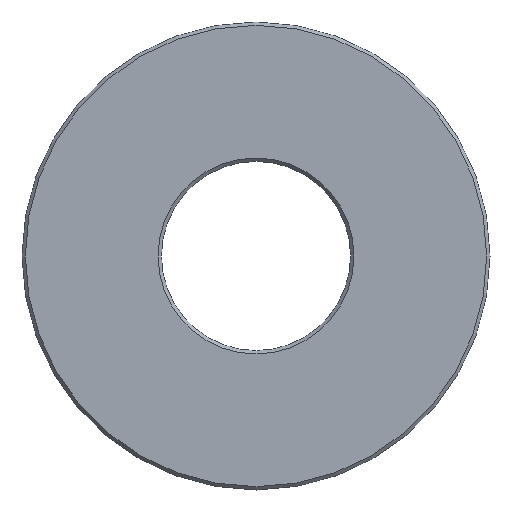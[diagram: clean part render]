
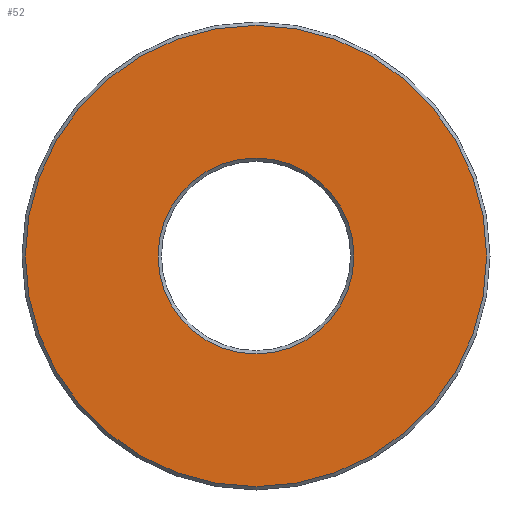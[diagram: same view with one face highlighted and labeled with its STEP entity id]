
A CAD part, front view. The second image highlights one B-rep face of the part: STEP entity #52.
In plain terms, the highlighted planar face has unit normal (0, -1, 0).
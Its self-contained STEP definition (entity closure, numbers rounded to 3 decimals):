
#52=ADVANCED_FACE('',(#66,#67),#57,.F.);
#57=PLANE('',#141);
#66=FACE_BOUND('',#82,.T.);
#67=FACE_BOUND('',#83,.T.);
#82=EDGE_LOOP('',(#98));
#83=EDGE_LOOP('',(#99));
#98=ORIENTED_EDGE('',*,*,#119,.F.);
#99=ORIENTED_EDGE('',*,*,#118,.T.);
#110=VERTEX_POINT('',#194);
#111=VERTEX_POINT('',#197);
#118=EDGE_CURVE('',#110,#110,#126,.T.);
#119=EDGE_CURVE('',#111,#111,#127,.T.);
#126=CIRCLE('',#138,69.);
#127=CIRCLE('',#140,29.3);
#138=AXIS2_PLACEMENT_3D('',#193,#163,#164);
#140=AXIS2_PLACEMENT_3D('',#196,#167,#168);
#141=AXIS2_PLACEMENT_3D('',#198,#169,#170);
#163=DIRECTION('',(0.,-1.,0.));
#164=DIRECTION('',(1.,0.,0.));
#167=DIRECTION('',(0.,-1.,0.));
#168=DIRECTION('',(1.,0.,0.));
#169=DIRECTION('',(0.,1.,0.));
#170=DIRECTION('',(-1.,0.,0.));
#193=CARTESIAN_POINT('',(0.,-16.93,0.));
#194=CARTESIAN_POINT('',(69.,-16.93,0.));
#196=CARTESIAN_POINT('',(0.,-16.93,0.));
#197=CARTESIAN_POINT('',(29.3,-16.93,0.));
#198=CARTESIAN_POINT('',(-69.,-16.93,0.));
